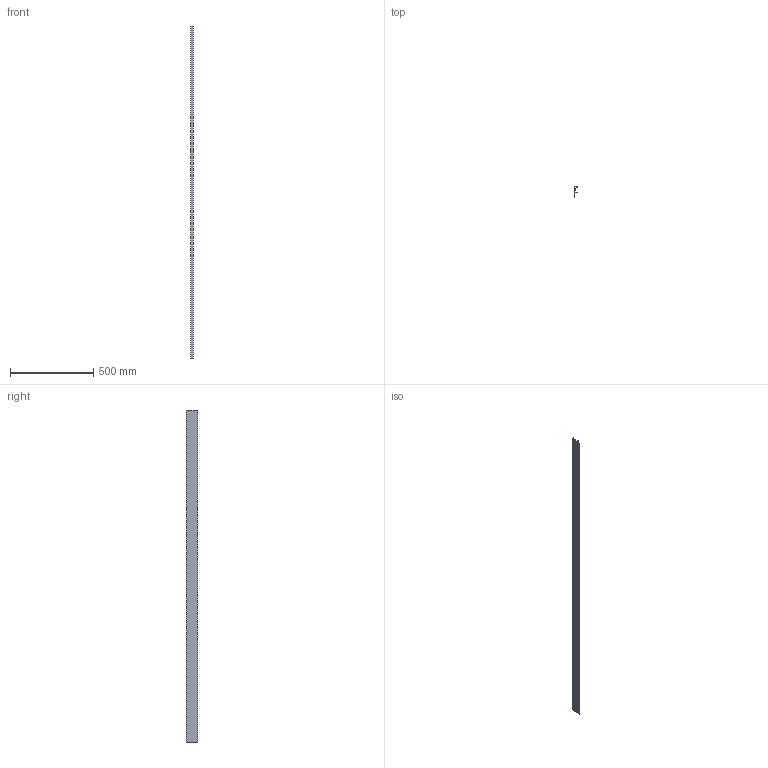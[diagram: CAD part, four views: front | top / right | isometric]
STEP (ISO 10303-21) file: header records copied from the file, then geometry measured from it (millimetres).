
FILE_DESCRIPTION(/* description */ (''),/* implementation_level */ '2;1');
FILE_NAME(/* name */ '11031_200.stp',/* time_stamp */ '2019-08-07T11:45:10+02:00',/* author */ ('GIULIANO'),/* organization */ (''),/* preprocessor_version */ 'ST-DEVELOPER v17.2',/* originating_system */ 'Autodesk Inventor 2019',/* authorisation */ '');
FILE_SCHEMA (('AUTOMOTIVE_DESIGN { 1 0 10303 214 3 1 1 }'));
Length unit declared in the file: millimetre
Products named in the file (1): 11031_200
Bounding box: 15.3 x 66.52 x 2000 mm (x, y, z)
Volume: 225148.2 mm3; surface area: 417637.6 mm2
Topology: 1 solids, 1 shells, 33 faces, 93 edges, 62 vertices
Faces by surface type: plane 17, cylinder 14, bspline 2
Entity records: 1189 total; most frequent: CARTESIAN_POINT 247, ORIENTED_EDGE 186, DIRECTION 179, EDGE_CURVE 93, VERTEX_POINT 62, AXIS2_PLACEMENT_3D 60, LINE 59, VECTOR 59
